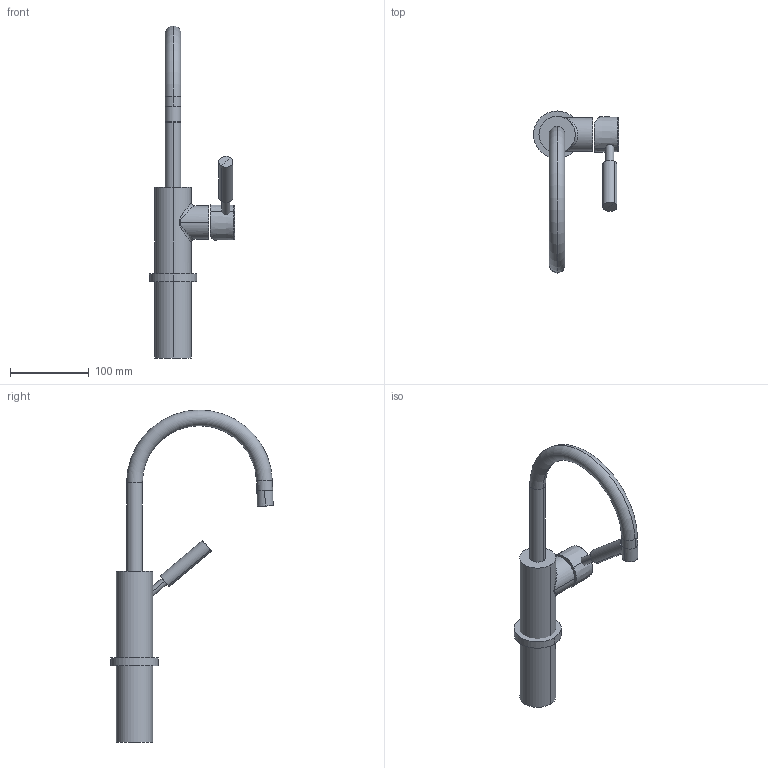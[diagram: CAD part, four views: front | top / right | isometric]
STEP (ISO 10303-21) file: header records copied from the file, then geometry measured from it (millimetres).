
FILE_DESCRIPTION (( 'STEP AP214' ), '1' );
FILE_NAME ('33513882.STEP', '2022-05-20T08:57:24', ( '' ), ( '' ), 'SwSTEP 2.0', 'SolidWorks 2020', '' );
FILE_SCHEMA (( 'AUTOMOTIVE_DESIGN' ));
Length unit declared in the file: millimetre
Products named in the file (8): Planungsmodell_Nippel-+-09.24.04.048.90-01_09240404894; Planungsmodell_Unterteil-+-09.20.88.040-1; Planungsmodell_Koerper-+-09.19.88.020.90-01_ _K18_46x216,5_43x45x172; Planungsmodell_Rohr-+-09.28.22.213.90-1; Planungsmodell_Griff-+-09.20.89.005.90-01_09208900594; 33513882; Planungsmodell_Ring-+-09.28.10.055.90-01_09281005594; Planungsmodell_Huelse-+-09.23.01.028.90-1
Assembly tree (7 placements, depth 2):
  33513882
    Planungsmodell_Koerper-+-09.19.88.020.90-01_ _K18_46x216,5_43x45x172
    Planungsmodell_Ring-+-09.28.10.055.90-01_09281005594
    Planungsmodell_Unterteil-+-09.20.88.040-1
    Planungsmodell_Nippel-+-09.24.04.048.90-01_09240404894
    Planungsmodell_Griff-+-09.20.89.005.90-01_09208900594
    Planungsmodell_Rohr-+-09.28.22.213.90-1
    Planungsmodell_Huelse-+-09.23.01.028.90-1
Bounding box: 108 x 206.07 x 421.49 mm (x, y, z)
Volume: 615506.8 mm3; surface area: 84810.9 mm2
Topology: 7 solids, 7 shells, 49 faces, 87 edges, 55 vertices
Faces by surface type: cylinder 20, plane 17, torus 4, cone 4, bspline 2, sphere 2
Entity records: 2408 total; most frequent: CARTESIAN_POINT 937, DIRECTION 247, ORIENTED_EDGE 174, AXIS2_PLACEMENT_3D 111, EDGE_CURVE 87, VERTEX_POINT 55, CIRCLE 54, EDGE_LOOP 52
